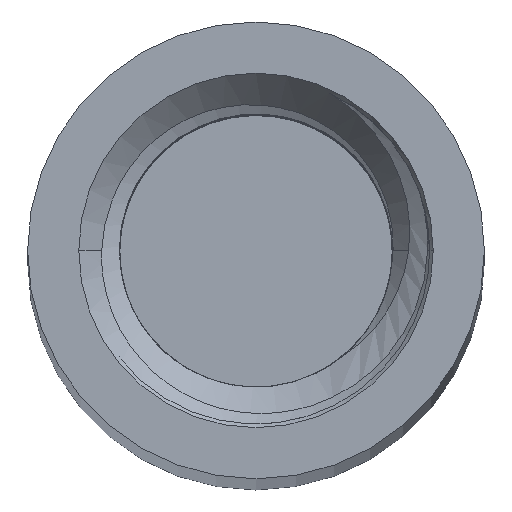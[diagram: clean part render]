
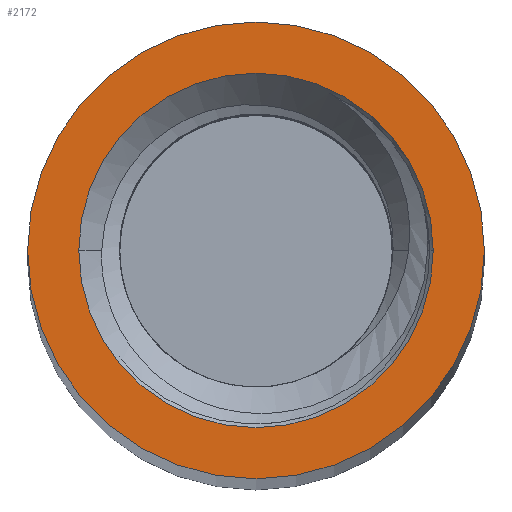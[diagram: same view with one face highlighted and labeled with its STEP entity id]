
A CAD part, top view. The second image highlights one B-rep face of the part: STEP entity #2172.
In plain terms, the highlighted planar face has unit normal (0, 0, 1).
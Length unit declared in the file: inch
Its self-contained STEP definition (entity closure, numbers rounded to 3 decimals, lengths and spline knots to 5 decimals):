
#1177 = CARTESIAN_POINT ( 'NONE',  ( 0., 0., 1.75 ) ) ;
#1181 = CARTESIAN_POINT ( 'NONE',  ( 0., 0., 1.75 ) ) ;
#1182 = DIRECTION ( 'NONE',  ( 0., 0., 1. ) ) ;
#1183 = DIRECTION ( 'NONE',  ( 1., 0., 0. ) ) ;
#1185 = DIRECTION ( 'NONE',  ( 0., 0., -1. ) ) ;
#1186 = DIRECTION ( 'NONE',  ( -1., 0., 0. ) ) ;
#1917 = CARTESIAN_POINT ( 'NONE',  ( 0.125, 0., 1.75 ) ) ;
#1978 = CARTESIAN_POINT ( 'NONE',  ( 0.097, 0., 1.75 ) ) ;
#1984 = CARTESIAN_POINT ( 'NONE',  ( -0.097, 0., 1.75 ) ) ;
#2016 = CARTESIAN_POINT ( 'NONE',  ( -0.125, 0., 1.75 ) ) ;
#2172 = ADVANCED_FACE ( 'NONE', ( #7470, #7475 ), #12306, .T. ) ;
#7107 = CIRCLE ( 'NONE', #18748, 0.097 ) ;
#7117 = CIRCLE ( 'NONE', #18747, 0.125 ) ;
#7204 = ORIENTED_EDGE ( 'NONE', *, *, #18462, .T. ) ;
#7210 = ORIENTED_EDGE ( 'NONE', *, *, #18470, .T. ) ;
#7232 = ORIENTED_EDGE ( 'NONE', *, *, #18636, .T. ) ;
#7470 = FACE_OUTER_BOUND ( 'NONE', #7677, .T. ) ;
#7475 = FACE_BOUND ( 'NONE', #7779, .T. ) ;
#7482 = ORIENTED_EDGE ( 'NONE', *, *, #18635, .T. ) ;
#7627 = CIRCLE ( 'NONE', #18756, 0.097 ) ;
#7635 = CIRCLE ( 'NONE', #18755, 0.125 ) ;
#7677 = EDGE_LOOP ( 'NONE', ( #7482, #7204 ) ) ;
#7779 = EDGE_LOOP ( 'NONE', ( #7210, #7232 ) ) ;
#12305 = CARTESIAN_POINT ( 'NONE',  ( 0., 0., 1.75 ) ) ;
#12306 = PLANE ( 'NONE',  #18722 ) ;
#12308 = DIRECTION ( 'NONE',  ( 0., 0., 1. ) ) ;
#12309 = DIRECTION ( 'NONE',  ( 1., 0., 0. ) ) ;
#12610 = CARTESIAN_POINT ( 'NONE',  ( 0., 0., 1.75 ) ) ;
#12620 = DIRECTION ( 'NONE',  ( 0., 0., 1. ) ) ;
#12621 = DIRECTION ( 'NONE',  ( 1., 0., 0. ) ) ;
#12644 = CARTESIAN_POINT ( 'NONE',  ( 0., 0., 1.75 ) ) ;
#12647 = DIRECTION ( 'NONE',  ( 0., 0., -1. ) ) ;
#12648 = DIRECTION ( 'NONE',  ( -1., 0., 0. ) ) ;
#18462 = EDGE_CURVE ( 'NONE', #20277, #20392, #7117, .T. ) ;
#18470 = EDGE_CURVE ( 'NONE', #20360, #20344, #7107, .T. ) ;
#18635 = EDGE_CURVE ( 'NONE', #20392, #20277, #7635, .T. ) ;
#18636 = EDGE_CURVE ( 'NONE', #20344, #20360, #7627, .T. ) ;
#18722 = AXIS2_PLACEMENT_3D ( 'NONE', #12305, #12308, #12309 ) ;
#18747 = AXIS2_PLACEMENT_3D ( 'NONE', #12610, #12620, #12621 ) ;
#18748 = AXIS2_PLACEMENT_3D ( 'NONE', #12644, #12647, #12648 ) ;
#18755 = AXIS2_PLACEMENT_3D ( 'NONE', #1181, #1182, #1183 ) ;
#18756 = AXIS2_PLACEMENT_3D ( 'NONE', #1177, #1185, #1186 ) ;
#20277 = VERTEX_POINT ( 'NONE', #1917 ) ;
#20344 = VERTEX_POINT ( 'NONE', #1978 ) ;
#20360 = VERTEX_POINT ( 'NONE', #1984 ) ;
#20392 = VERTEX_POINT ( 'NONE', #2016 ) ;
